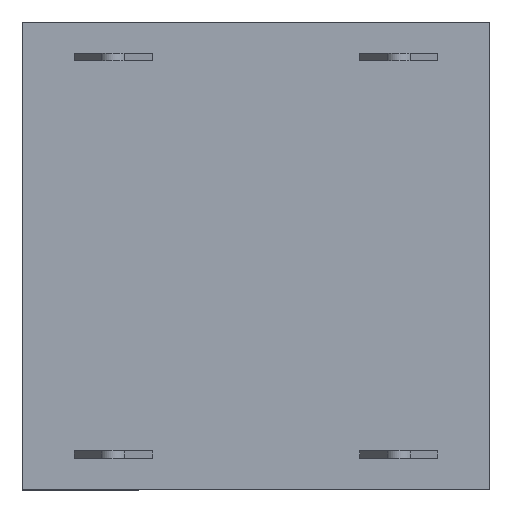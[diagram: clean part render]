
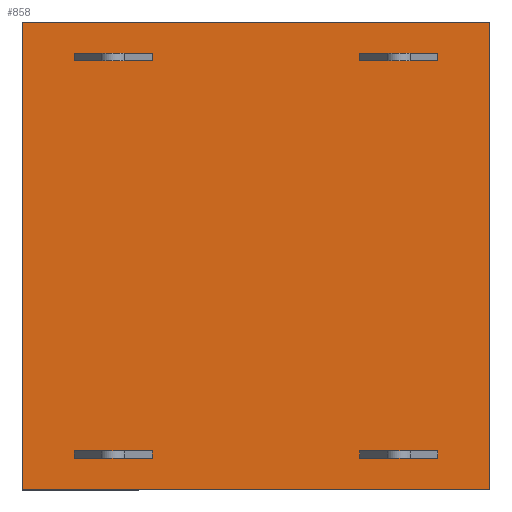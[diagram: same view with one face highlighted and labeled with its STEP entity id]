
A CAD part, top view. The second image highlights one B-rep face of the part: STEP entity #858.
In plain terms, the highlighted planar face has unit normal (0, 0, 1).
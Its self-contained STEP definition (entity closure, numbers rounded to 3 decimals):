
#44=ORIENTED_EDGE('',*,*,#292,.T.);
#45=ORIENTED_EDGE('',*,*,#293,.T.);
#46=ORIENTED_EDGE('',*,*,#294,.T.);
#47=ORIENTED_EDGE('',*,*,#295,.T.);
#48=ORIENTED_EDGE('',*,*,#296,.F.);
#49=ORIENTED_EDGE('',*,*,#297,.T.);
#50=ORIENTED_EDGE('',*,*,#298,.T.);
#51=ORIENTED_EDGE('',*,*,#299,.F.);
#52=ORIENTED_EDGE('',*,*,#300,.F.);
#53=ORIENTED_EDGE('',*,*,#301,.T.);
#54=ORIENTED_EDGE('',*,*,#302,.T.);
#55=ORIENTED_EDGE('',*,*,#303,.F.);
#56=ORIENTED_EDGE('',*,*,#304,.F.);
#57=ORIENTED_EDGE('',*,*,#305,.T.);
#58=ORIENTED_EDGE('',*,*,#306,.T.);
#59=ORIENTED_EDGE('',*,*,#307,.F.);
#60=ORIENTED_EDGE('',*,*,#308,.F.);
#61=ORIENTED_EDGE('',*,*,#309,.T.);
#62=ORIENTED_EDGE('',*,*,#310,.T.);
#63=ORIENTED_EDGE('',*,*,#311,.F.);
#64=ORIENTED_EDGE('',*,*,#312,.F.);
#65=ORIENTED_EDGE('',*,*,#313,.T.);
#66=ORIENTED_EDGE('',*,*,#314,.T.);
#67=ORIENTED_EDGE('',*,*,#315,.F.);
#68=ORIENTED_EDGE('',*,*,#316,.F.);
#69=ORIENTED_EDGE('',*,*,#317,.T.);
#70=ORIENTED_EDGE('',*,*,#318,.T.);
#71=ORIENTED_EDGE('',*,*,#319,.F.);
#72=ORIENTED_EDGE('',*,*,#320,.F.);
#73=ORIENTED_EDGE('',*,*,#321,.T.);
#74=ORIENTED_EDGE('',*,*,#322,.T.);
#75=ORIENTED_EDGE('',*,*,#323,.F.);
#76=ORIENTED_EDGE('',*,*,#324,.F.);
#77=ORIENTED_EDGE('',*,*,#325,.T.);
#78=ORIENTED_EDGE('',*,*,#326,.T.);
#79=ORIENTED_EDGE('',*,*,#327,.F.);
#292=EDGE_CURVE('',#416,#417,#496,.T.);
#293=EDGE_CURVE('',#417,#418,#497,.T.);
#294=EDGE_CURVE('',#418,#419,#498,.T.);
#295=EDGE_CURVE('',#419,#416,#499,.T.);
#296=EDGE_CURVE('',#420,#421,#500,.T.);
#297=EDGE_CURVE('',#420,#422,#501,.T.);
#298=EDGE_CURVE('',#422,#423,#502,.T.);
#299=EDGE_CURVE('',#421,#423,#503,.T.);
#300=EDGE_CURVE('',#424,#425,#504,.T.);
#301=EDGE_CURVE('',#424,#426,#505,.T.);
#302=EDGE_CURVE('',#426,#427,#506,.T.);
#303=EDGE_CURVE('',#425,#427,#507,.T.);
#304=EDGE_CURVE('',#428,#429,#508,.T.);
#305=EDGE_CURVE('',#428,#430,#509,.T.);
#306=EDGE_CURVE('',#430,#431,#510,.T.);
#307=EDGE_CURVE('',#429,#431,#511,.T.);
#308=EDGE_CURVE('',#432,#433,#512,.T.);
#309=EDGE_CURVE('',#432,#434,#513,.T.);
#310=EDGE_CURVE('',#434,#435,#514,.T.);
#311=EDGE_CURVE('',#433,#435,#515,.T.);
#312=EDGE_CURVE('',#436,#437,#516,.T.);
#313=EDGE_CURVE('',#436,#438,#517,.T.);
#314=EDGE_CURVE('',#438,#439,#518,.T.);
#315=EDGE_CURVE('',#437,#439,#519,.T.);
#316=EDGE_CURVE('',#440,#441,#520,.T.);
#317=EDGE_CURVE('',#440,#442,#521,.T.);
#318=EDGE_CURVE('',#442,#443,#522,.T.);
#319=EDGE_CURVE('',#441,#443,#523,.T.);
#320=EDGE_CURVE('',#444,#445,#524,.T.);
#321=EDGE_CURVE('',#444,#446,#525,.T.);
#322=EDGE_CURVE('',#446,#447,#526,.T.);
#323=EDGE_CURVE('',#445,#447,#527,.T.);
#324=EDGE_CURVE('',#448,#449,#528,.T.);
#325=EDGE_CURVE('',#448,#450,#529,.T.);
#326=EDGE_CURVE('',#450,#451,#530,.T.);
#327=EDGE_CURVE('',#449,#451,#531,.T.);
#416=VERTEX_POINT('',#1216);
#417=VERTEX_POINT('',#1217);
#418=VERTEX_POINT('',#1219);
#419=VERTEX_POINT('',#1221);
#420=VERTEX_POINT('',#1224);
#421=VERTEX_POINT('',#1225);
#422=VERTEX_POINT('',#1227);
#423=VERTEX_POINT('',#1229);
#424=VERTEX_POINT('',#1232);
#425=VERTEX_POINT('',#1233);
#426=VERTEX_POINT('',#1235);
#427=VERTEX_POINT('',#1237);
#428=VERTEX_POINT('',#1240);
#429=VERTEX_POINT('',#1241);
#430=VERTEX_POINT('',#1243);
#431=VERTEX_POINT('',#1245);
#432=VERTEX_POINT('',#1248);
#433=VERTEX_POINT('',#1249);
#434=VERTEX_POINT('',#1251);
#435=VERTEX_POINT('',#1253);
#436=VERTEX_POINT('',#1256);
#437=VERTEX_POINT('',#1257);
#438=VERTEX_POINT('',#1259);
#439=VERTEX_POINT('',#1261);
#440=VERTEX_POINT('',#1264);
#441=VERTEX_POINT('',#1265);
#442=VERTEX_POINT('',#1267);
#443=VERTEX_POINT('',#1269);
#444=VERTEX_POINT('',#1272);
#445=VERTEX_POINT('',#1273);
#446=VERTEX_POINT('',#1275);
#447=VERTEX_POINT('',#1277);
#448=VERTEX_POINT('',#1280);
#449=VERTEX_POINT('',#1281);
#450=VERTEX_POINT('',#1283);
#451=VERTEX_POINT('',#1285);
#496=LINE('',#1215,#604);
#497=LINE('',#1218,#605);
#498=LINE('',#1220,#606);
#499=LINE('',#1222,#607);
#500=LINE('',#1223,#608);
#501=LINE('',#1226,#609);
#502=LINE('',#1228,#610);
#503=LINE('',#1230,#611);
#504=LINE('',#1231,#612);
#505=LINE('',#1234,#613);
#506=LINE('',#1236,#614);
#507=LINE('',#1238,#615);
#508=LINE('',#1239,#616);
#509=LINE('',#1242,#617);
#510=LINE('',#1244,#618);
#511=LINE('',#1246,#619);
#512=LINE('',#1247,#620);
#513=LINE('',#1250,#621);
#514=LINE('',#1252,#622);
#515=LINE('',#1254,#623);
#516=LINE('',#1255,#624);
#517=LINE('',#1258,#625);
#518=LINE('',#1260,#626);
#519=LINE('',#1262,#627);
#520=LINE('',#1263,#628);
#521=LINE('',#1266,#629);
#522=LINE('',#1268,#630);
#523=LINE('',#1270,#631);
#524=LINE('',#1271,#632);
#525=LINE('',#1274,#633);
#526=LINE('',#1276,#634);
#527=LINE('',#1278,#635);
#528=LINE('',#1279,#636);
#529=LINE('',#1282,#637);
#530=LINE('',#1284,#638);
#531=LINE('',#1286,#639);
#604=VECTOR('',#983,1000.);
#605=VECTOR('',#984,1000.);
#606=VECTOR('',#985,1000.);
#607=VECTOR('',#986,1000.);
#608=VECTOR('',#987,1000.);
#609=VECTOR('',#988,1000.);
#610=VECTOR('',#989,1000.);
#611=VECTOR('',#990,1000.);
#612=VECTOR('',#991,1000.);
#613=VECTOR('',#992,1000.);
#614=VECTOR('',#993,1000.);
#615=VECTOR('',#994,1000.);
#616=VECTOR('',#995,1000.);
#617=VECTOR('',#996,1000.);
#618=VECTOR('',#997,1000.);
#619=VECTOR('',#998,1000.);
#620=VECTOR('',#999,1000.);
#621=VECTOR('',#1000,1000.);
#622=VECTOR('',#1001,1000.);
#623=VECTOR('',#1002,1000.);
#624=VECTOR('',#1003,1000.);
#625=VECTOR('',#1004,1000.);
#626=VECTOR('',#1005,1000.);
#627=VECTOR('',#1006,1000.);
#628=VECTOR('',#1007,1000.);
#629=VECTOR('',#1008,1000.);
#630=VECTOR('',#1009,1000.);
#631=VECTOR('',#1010,1000.);
#632=VECTOR('',#1011,1000.);
#633=VECTOR('',#1012,1000.);
#634=VECTOR('',#1013,1000.);
#635=VECTOR('',#1014,1000.);
#636=VECTOR('',#1015,1000.);
#637=VECTOR('',#1016,1000.);
#638=VECTOR('',#1017,1000.);
#639=VECTOR('',#1018,1000.);
#712=EDGE_LOOP('',(#44,#45,#46,#47));
#713=EDGE_LOOP('',(#48,#49,#50,#51));
#714=EDGE_LOOP('',(#52,#53,#54,#55));
#715=EDGE_LOOP('',(#56,#57,#58,#59));
#716=EDGE_LOOP('',(#60,#61,#62,#63));
#717=EDGE_LOOP('',(#64,#65,#66,#67));
#718=EDGE_LOOP('',(#68,#69,#70,#71));
#719=EDGE_LOOP('',(#72,#73,#74,#75));
#720=EDGE_LOOP('',(#76,#77,#78,#79));
#766=FACE_BOUND('',#712,.T.);
#767=FACE_BOUND('',#713,.T.);
#768=FACE_BOUND('',#714,.T.);
#769=FACE_BOUND('',#715,.T.);
#770=FACE_BOUND('',#716,.T.);
#771=FACE_BOUND('',#717,.T.);
#772=FACE_BOUND('',#718,.T.);
#773=FACE_BOUND('',#719,.T.);
#774=FACE_BOUND('',#720,.T.);
#820=PLANE('',#917);
#858=ADVANCED_FACE('',(#766,#767,#768,#769,#770,#771,#772,#773,#774),#820,
 .T.);
#917=AXIS2_PLACEMENT_3D('',#1214,#981,#982);
#981=DIRECTION('',(0.,0.,1.));
#982=DIRECTION('',(1.,0.,0.));
#983=DIRECTION('',(-1.,0.,0.));
#984=DIRECTION('',(0.,-1.,0.));
#985=DIRECTION('',(1.,0.,0.));
#986=DIRECTION('',(0.,1.,0.));
#987=DIRECTION('',(0.,1.,0.));
#988=DIRECTION('',(-1.,0.,0.));
#989=DIRECTION('',(0.,1.,0.));
#990=DIRECTION('',(-1.,0.,0.));
#991=DIRECTION('',(0.,1.,0.));
#992=DIRECTION('',(-1.,0.,0.));
#993=DIRECTION('',(0.,1.,0.));
#994=DIRECTION('',(-1.,0.,0.));
#995=DIRECTION('',(0.,1.,0.));
#996=DIRECTION('',(-1.,0.,0.));
#997=DIRECTION('',(0.,1.,0.));
#998=DIRECTION('',(-1.,0.,0.));
#999=DIRECTION('',(0.,1.,0.));
#1000=DIRECTION('',(-1.,0.,0.));
#1001=DIRECTION('',(0.,1.,0.));
#1002=DIRECTION('',(-1.,0.,0.));
#1003=DIRECTION('',(0.,-1.,0.));
#1004=DIRECTION('',(1.,0.,0.));
#1005=DIRECTION('',(0.,-1.,0.));
#1006=DIRECTION('',(1.,0.,0.));
#1007=DIRECTION('',(0.,-1.,0.));
#1008=DIRECTION('',(1.,0.,0.));
#1009=DIRECTION('',(0.,-1.,0.));
#1010=DIRECTION('',(1.,0.,0.));
#1011=DIRECTION('',(0.,-1.,0.));
#1012=DIRECTION('',(1.,0.,0.));
#1013=DIRECTION('',(0.,-1.,0.));
#1014=DIRECTION('',(1.,0.,0.));
#1015=DIRECTION('',(0.,-1.,0.));
#1016=DIRECTION('',(1.,0.,0.));
#1017=DIRECTION('',(0.,-1.,0.));
#1018=DIRECTION('',(1.,0.,0.));
#1214=CARTESIAN_POINT('',(0.,0.,145.));
#1215=CARTESIAN_POINT('',(90.,175.,145.));
#1216=CARTESIAN_POINT('',(90.,175.,145.));
#1217=CARTESIAN_POINT('',(-90.,175.,145.));
#1218=CARTESIAN_POINT('',(-90.,175.,145.));
#1219=CARTESIAN_POINT('',(-90.,-5.,145.));
#1220=CARTESIAN_POINT('',(-90.,-5.,145.));
#1221=CARTESIAN_POINT('',(90.,-5.,145.));
#1222=CARTESIAN_POINT('',(90.,-5.,145.));
#1223=CARTESIAN_POINT('',(-67.658,7.,145.));
#1224=CARTESIAN_POINT('',(-67.658,7.,145.));
#1225=CARTESIAN_POINT('',(-67.658,10.,145.));
#1226=CARTESIAN_POINT('',(-70.,7.,145.));
#1227=CARTESIAN_POINT('',(-70.,7.,145.));
#1228=CARTESIAN_POINT('',(-70.,7.,145.));
#1229=CARTESIAN_POINT('',(-70.,10.,145.));
#1230=CARTESIAN_POINT('',(-70.,10.,145.));
#1231=CARTESIAN_POINT('',(-40.,7.,145.));
#1232=CARTESIAN_POINT('',(-40.,7.,145.));
#1233=CARTESIAN_POINT('',(-40.,10.,145.));
#1234=CARTESIAN_POINT('',(-40.,7.,145.));
#1235=CARTESIAN_POINT('',(-42.342,7.,145.));
#1236=CARTESIAN_POINT('',(-42.342,7.,145.));
#1237=CARTESIAN_POINT('',(-42.342,10.,145.));
#1238=CARTESIAN_POINT('',(-40.,10.,145.));
#1239=CARTESIAN_POINT('',(42.342,7.,145.));
#1240=CARTESIAN_POINT('',(42.342,7.,145.));
#1241=CARTESIAN_POINT('',(42.342,10.,145.));
#1242=CARTESIAN_POINT('',(42.342,7.,145.));
#1243=CARTESIAN_POINT('',(40.,7.,145.));
#1244=CARTESIAN_POINT('',(40.,7.,145.));
#1245=CARTESIAN_POINT('',(40.,10.,145.));
#1246=CARTESIAN_POINT('',(42.342,10.,145.));
#1247=CARTESIAN_POINT('',(70.,7.,145.));
#1248=CARTESIAN_POINT('',(70.,7.,145.));
#1249=CARTESIAN_POINT('',(70.,10.,145.));
#1250=CARTESIAN_POINT('',(70.,7.,145.));
#1251=CARTESIAN_POINT('',(67.658,7.,145.));
#1252=CARTESIAN_POINT('',(67.658,7.,145.));
#1253=CARTESIAN_POINT('',(67.658,10.,145.));
#1254=CARTESIAN_POINT('',(70.,10.,145.));
#1255=CARTESIAN_POINT('',(-42.342,163.,145.));
#1256=CARTESIAN_POINT('',(-42.342,163.,145.));
#1257=CARTESIAN_POINT('',(-42.342,160.,145.));
#1258=CARTESIAN_POINT('',(-42.342,163.,145.));
#1259=CARTESIAN_POINT('',(-40.,163.,145.));
#1260=CARTESIAN_POINT('',(-40.,163.,145.));
#1261=CARTESIAN_POINT('',(-40.,160.,145.));
#1262=CARTESIAN_POINT('',(-42.342,160.,145.));
#1263=CARTESIAN_POINT('',(-70.,163.,145.));
#1264=CARTESIAN_POINT('',(-70.,163.,145.));
#1265=CARTESIAN_POINT('',(-70.,160.,145.));
#1266=CARTESIAN_POINT('',(-70.,163.,145.));
#1267=CARTESIAN_POINT('',(-67.658,163.,145.));
#1268=CARTESIAN_POINT('',(-67.658,163.,145.));
#1269=CARTESIAN_POINT('',(-67.658,160.,145.));
#1270=CARTESIAN_POINT('',(-70.,160.,145.));
#1271=CARTESIAN_POINT('',(67.658,163.,145.));
#1272=CARTESIAN_POINT('',(67.658,163.,145.));
#1273=CARTESIAN_POINT('',(67.658,160.,145.));
#1274=CARTESIAN_POINT('',(67.658,163.,145.));
#1275=CARTESIAN_POINT('',(70.,163.,145.));
#1276=CARTESIAN_POINT('',(70.,163.,145.));
#1277=CARTESIAN_POINT('',(70.,160.,145.));
#1278=CARTESIAN_POINT('',(67.658,160.,145.));
#1279=CARTESIAN_POINT('',(40.,163.,145.));
#1280=CARTESIAN_POINT('',(40.,163.,145.));
#1281=CARTESIAN_POINT('',(40.,160.,145.));
#1282=CARTESIAN_POINT('',(40.,163.,145.));
#1283=CARTESIAN_POINT('',(42.342,163.,145.));
#1284=CARTESIAN_POINT('',(42.342,163.,145.));
#1285=CARTESIAN_POINT('',(42.342,160.,145.));
#1286=CARTESIAN_POINT('',(40.,160.,145.));
